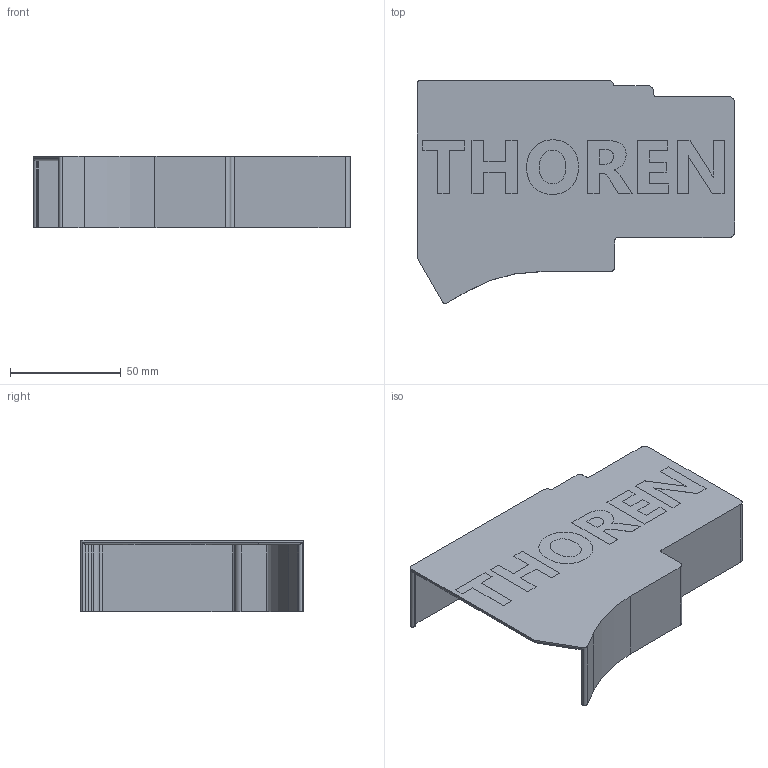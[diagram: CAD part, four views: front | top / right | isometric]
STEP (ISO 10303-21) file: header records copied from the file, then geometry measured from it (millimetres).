
FILE_DESCRIPTION (( 'STEP AP214' ), '1' );
FILE_NAME ('carrying-case-outer.STEP', '2025-01-28T07:29:38', ( '' ), ( '' ), 'SwSTEP 2.0', 'SolidWorks 2020', '' );
FILE_SCHEMA (( 'AUTOMOTIVE_DESIGN' ));
Length unit declared in the file: millimetre
Products named in the file (1): carrying-case-outer
Bounding box: 142.9 x 100.63 x 32 mm (x, y, z)
Volume: 34907.4 mm3; surface area: 45364.2 mm2
Topology: 1 solids, 1 shells, 164 faces, 454 edges, 301 vertices
Faces by surface type: plane 120, cylinder 25, bspline 19
Entity records: 6158 total; most frequent: CARTESIAN_POINT 2020, ORIENTED_EDGE 908, DIRECTION 753, EDGE_CURVE 454, LINE 365, VECTOR 365, VERTEX_POINT 301, AXIS2_PLACEMENT_3D 194
